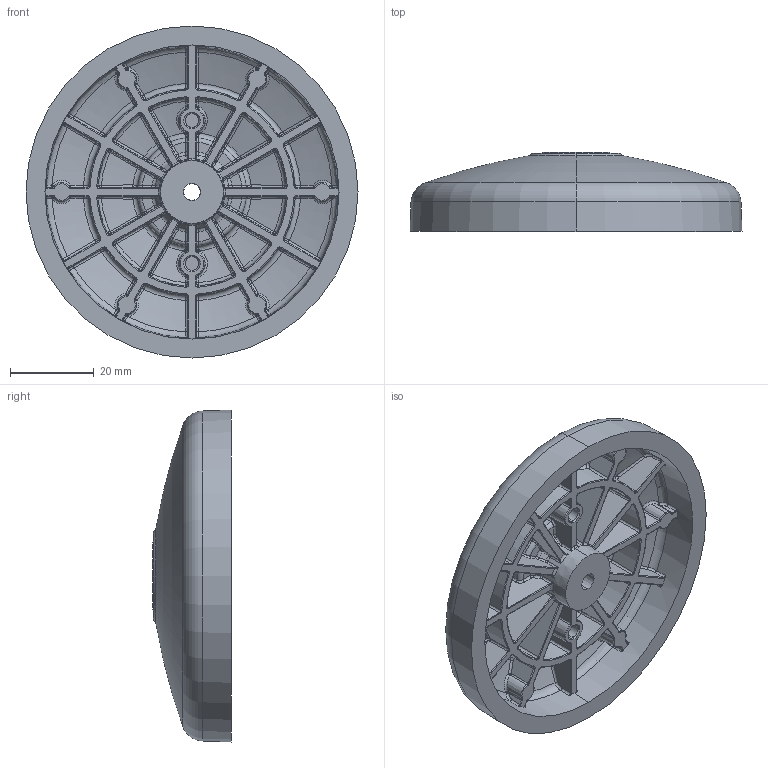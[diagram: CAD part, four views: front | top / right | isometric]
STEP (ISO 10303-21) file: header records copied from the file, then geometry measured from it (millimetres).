
FILE_DESCRIPTION (( 'STEP AP203' ), '1' );
FILE_NAME ('403538678_c_1.STEP', '2022-07-09T14:15:01', ( '' ), ( '' ), 'SwSTEP 2.0', 'SolidWorks 2014', '' );
FILE_SCHEMA (( 'CONFIG_CONTROL_DESIGN' ));
Length unit declared in the file: millimetre
Products named in the file (1): 403538678_c_1
Bounding box: 79.39 x 18.86 x 79.39 mm (x, y, z)
Volume: 31884.1 mm3; surface area: 22131.5 mm2
Topology: 2 solids, 2 shells, 1081 faces, 2561 edges, 1465 vertices
Faces by surface type: bspline 556, torus 198, cylinder 98, plane 87, cone 83, sphere 59
Entity records: 45478 total; most frequent: CARTESIAN_POINT 24728, ORIENTED_EDGE 5066, DIRECTION 3413, EDGE_CURVE 2533, AXIS2_PLACEMENT_3D 1522, VERTEX_POINT 1463, B_SPLINE_CURVE_WITH_KNOTS 1146, EDGE_LOOP 1092
